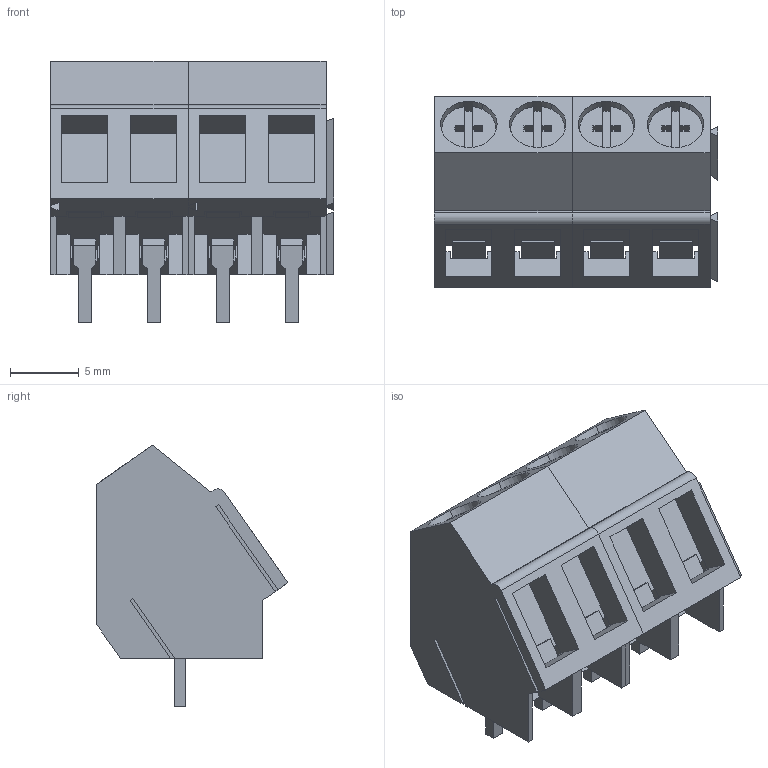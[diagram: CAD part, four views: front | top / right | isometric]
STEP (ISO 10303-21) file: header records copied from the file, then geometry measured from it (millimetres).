
FILE_DESCRIPTION(('CATIA V5 STEP Exchange','CAx-IF Rec.Pracs.--- Model Styling and Organization---1.2---2011-12-15'),'2;1');
FILE_NAME ('D1457417_0_1845390000_1845390000.stp','2018-03-31T07:04:16+00:00',('none'),('Weidmueller'),'CATIA Version 5-6 Release 2014','CATIA V5 STEP AP214','none');
FILE_SCHEMA(('AUTOMOTIVE_DESIGN { 1 0 10303 214 1 1 1 1 }'));
Length unit declared in the file: millimetre
Products named in the file (1): 1845390000
Bounding box: 20.55 x 13.9 x 19 mm (x, y, z)
Volume: 2312.4 mm3; surface area: 3078.4 mm2
Topology: 10 solids, 10 shells, 360 faces, 992 edges, 656 vertices
Faces by surface type: plane 334, cylinder 26
Entity records: 11107 total; most frequent: ORIENTED_EDGE 1984, CARTESIAN_POINT 1972, DIRECTION 1548, EDGE_CURVE 992, VECTOR 924, LINE 924, VERTEX_POINT 656, EDGE_LOOP 372
